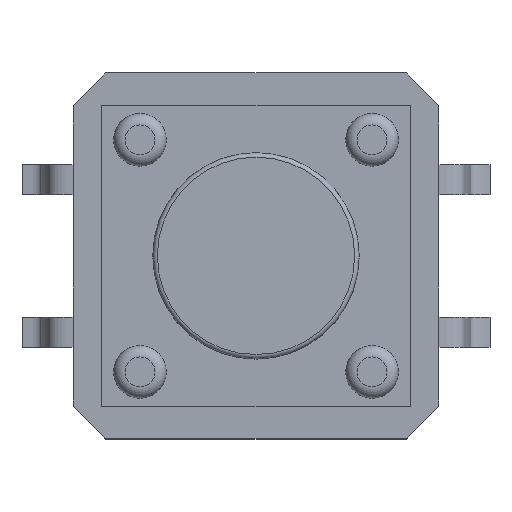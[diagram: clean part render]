
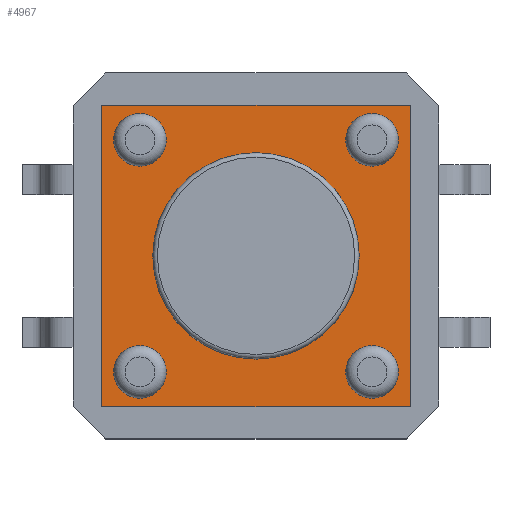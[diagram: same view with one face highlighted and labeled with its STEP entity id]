
A CAD part, top view. The second image highlights one B-rep face of the part: STEP entity #4967.
In plain terms, the highlighted planar face has unit normal (0, 0, 1).
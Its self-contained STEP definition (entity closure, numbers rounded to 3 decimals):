
#46=CIRCLE('',#5207,3.391);
#47=CIRCLE('',#5208,0.863);
#48=CIRCLE('',#5209,0.863);
#49=CIRCLE('',#5210,0.863);
#50=CIRCLE('',#5211,0.863);
#596=ORIENTED_EDGE('',*,*,#1514,.T.);
#597=ORIENTED_EDGE('',*,*,#1515,.F.);
#598=ORIENTED_EDGE('',*,*,#1516,.F.);
#599=ORIENTED_EDGE('',*,*,#1517,.F.);
#600=ORIENTED_EDGE('',*,*,#1518,.F.);
#601=ORIENTED_EDGE('',*,*,#1507,.F.);
#602=ORIENTED_EDGE('',*,*,#1513,.F.);
#603=ORIENTED_EDGE('',*,*,#1511,.F.);
#604=ORIENTED_EDGE('',*,*,#1509,.F.);
#1507=EDGE_CURVE('',#1985,#1986,#2349,.T.);
#1509=EDGE_CURVE('',#1986,#1987,#2351,.T.);
#1511=EDGE_CURVE('',#1987,#1988,#2353,.T.);
#1513=EDGE_CURVE('',#1988,#1985,#2355,.T.);
#1514=EDGE_CURVE('',#1989,#1989,#46,.T.);
#1515=EDGE_CURVE('',#1990,#1990,#47,.F.);
#1516=EDGE_CURVE('',#1991,#1991,#48,.F.);
#1517=EDGE_CURVE('',#1992,#1992,#49,.F.);
#1518=EDGE_CURVE('',#1993,#1993,#50,.F.);
#1985=VERTEX_POINT('',#6385);
#1986=VERTEX_POINT('',#6387);
#1987=VERTEX_POINT('',#6391);
#1988=VERTEX_POINT('',#6395);
#1989=VERTEX_POINT('',#6401);
#1990=VERTEX_POINT('',#6403);
#1991=VERTEX_POINT('',#6405);
#1992=VERTEX_POINT('',#6407);
#1993=VERTEX_POINT('',#6409);
#2349=LINE('',#6386,#2569);
#2351=LINE('',#6390,#2571);
#2353=LINE('',#6394,#2573);
#2355=LINE('',#6398,#2575);
#2569=VECTOR('',#5503,1000.);
#2571=VECTOR('',#5507,1000.);
#2573=VECTOR('',#5511,1000.);
#2575=VECTOR('',#5515,1000.);
#2743=EDGE_LOOP('',(#596));
#2744=EDGE_LOOP('',(#597));
#2745=EDGE_LOOP('',(#598));
#2746=EDGE_LOOP('',(#599));
#2747=EDGE_LOOP('',(#600));
#2748=EDGE_LOOP('',(#601,#602,#603,#604));
#2993=FACE_BOUND('',#2743,.T.);
#2994=FACE_BOUND('',#2744,.T.);
#2995=FACE_BOUND('',#2745,.T.);
#2996=FACE_BOUND('',#2746,.T.);
#2997=FACE_BOUND('',#2747,.T.);
#2998=FACE_BOUND('',#2748,.T.);
#3234=PLANE('',#5206);
#4967=ADVANCED_FACE('',(#2993,#2994,#2995,#2996,#2997,#2998),#3234,.F.);
#5206=AXIS2_PLACEMENT_3D('',#6399,#5516,#5517);
#5207=AXIS2_PLACEMENT_3D('',#6400,#5518,#5519);
#5208=AXIS2_PLACEMENT_3D('',#6402,#5520,#5521);
#5209=AXIS2_PLACEMENT_3D('',#6404,#5522,#5523);
#5210=AXIS2_PLACEMENT_3D('',#6406,#5524,#5525);
#5211=AXIS2_PLACEMENT_3D('',#6408,#5526,#5527);
#5503=DIRECTION('',(0.,1.,0.));
#5507=DIRECTION('',(1.,0.,0.));
#5511=DIRECTION('',(0.,-1.,0.));
#5515=DIRECTION('',(-1.,0.,0.));
#5516=DIRECTION('',(0.,0.,-1.));
#5517=DIRECTION('',(-1.,0.,0.));
#5518=DIRECTION('',(0.,0.,-1.));
#5519=DIRECTION('',(-1.,0.,0.));
#5520=DIRECTION('',(0.,0.,-1.));
#5521=DIRECTION('',(-1.,0.,0.));
#5522=DIRECTION('',(0.,0.,-1.));
#5523=DIRECTION('',(-1.,0.,0.));
#5524=DIRECTION('',(0.,0.,-1.));
#5525=DIRECTION('',(-1.,0.,0.));
#5526=DIRECTION('',(0.,0.,-1.));
#5527=DIRECTION('',(-1.,0.,0.));
#6385=CARTESIAN_POINT('',(-5.06,-4.947,3.632));
#6386=CARTESIAN_POINT('',(-5.06,-4.947,3.632));
#6387=CARTESIAN_POINT('',(-5.06,4.947,3.632));
#6390=CARTESIAN_POINT('',(-5.06,4.947,3.632));
#6391=CARTESIAN_POINT('',(5.06,4.947,3.632));
#6394=CARTESIAN_POINT('',(5.06,4.947,3.632));
#6395=CARTESIAN_POINT('',(5.06,-4.947,3.632));
#6398=CARTESIAN_POINT('',(5.06,-4.947,3.632));
#6399=CARTESIAN_POINT('',(0.,0.,3.632));
#6400=CARTESIAN_POINT('',(0.,0.,3.632));
#6401=CARTESIAN_POINT('',(-3.391,0.,3.632));
#6402=CARTESIAN_POINT('',(3.81,-3.81,3.632));
#6403=CARTESIAN_POINT('',(2.947,-3.81,3.632));
#6404=CARTESIAN_POINT('',(-3.81,-3.81,3.632));
#6405=CARTESIAN_POINT('',(-4.673,-3.81,3.632));
#6406=CARTESIAN_POINT('',(-3.81,3.81,3.632));
#6407=CARTESIAN_POINT('',(-4.673,3.81,3.632));
#6408=CARTESIAN_POINT('',(3.81,3.81,3.632));
#6409=CARTESIAN_POINT('',(2.947,3.81,3.632));
